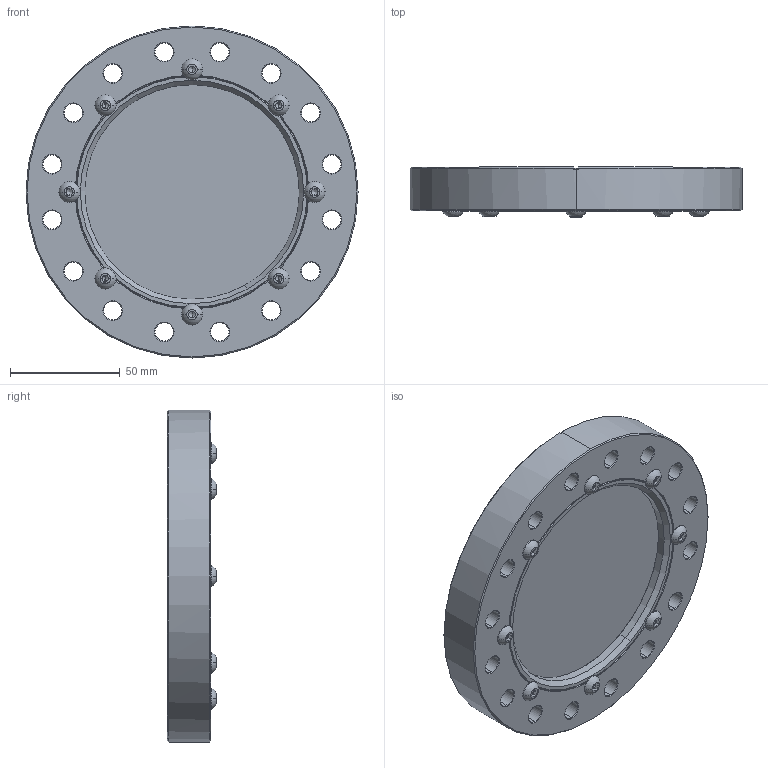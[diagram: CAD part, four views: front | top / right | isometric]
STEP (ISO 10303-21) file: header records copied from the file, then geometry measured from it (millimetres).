
FILE_DESCRIPTION (( 'STEP AP214' ), '1' );
FILE_NAME ('Hositrad_HVPEX-6000.STEP', '2019-02-04T15:33:26', ( '' ), ( '' ), 'SwSTEP 2.0', 'SolidWorks 2019', '' );
FILE_SCHEMA (( 'AUTOMOTIVE_DESIGN' ));
Length unit declared in the file: millimetre
Products named in the file (6): Hositrad_HVPEX-6000; Clamping Ring; CF100-Exhvp-Flange; O-ring 100x3; Glass Disc; socket button head screw_iso_ISO 7380 - M5 x 10 - 10N
Assembly tree (12 placements, depth 2):
  Hositrad_HVPEX-6000
    CF100-Exhvp-Flange
    Clamping Ring
    Glass Disc
    O-ring 100x3
    socket button head screw_iso_ISO 7380 - M5 x 10 - 10N  x8
Bounding box: 151.6 x 22.65 x 151.6 mm (x, y, z)
Volume: 242475 mm3; surface area: 77694.3 mm2
Topology: 12 solids, 12 shells, 410 faces, 926 edges, 532 vertices
Faces by surface type: plane 136, cone 134, cylinder 96, torus 28, sphere 16
Entity records: 7178 total; most frequent: DIRECTION 1228, CARTESIAN_POINT 1023, ORIENTED_EDGE 976, AXIS2_PLACEMENT_3D 508, EDGE_CURVE 488, VERTEX_POINT 287, CIRCLE 272, EDGE_LOOP 269
